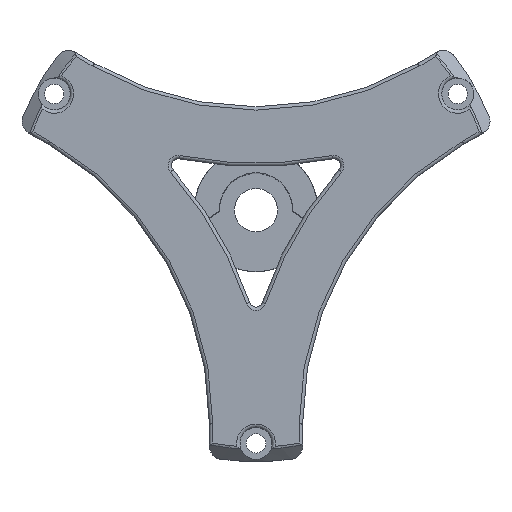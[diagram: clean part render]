
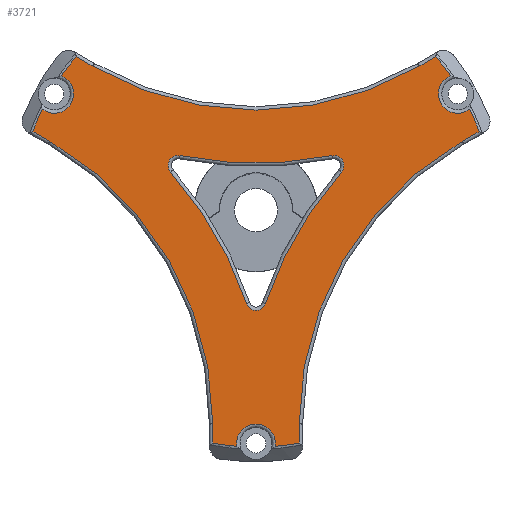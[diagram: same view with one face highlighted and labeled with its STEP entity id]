
A CAD part, top view. The second image highlights one B-rep face of the part: STEP entity #3721.
In plain terms, the highlighted planar face has unit normal (0, 0, 1).
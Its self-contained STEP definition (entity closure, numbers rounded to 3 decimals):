
#130=FACE_BOUND('',#762,.T.);
#376=PLANE('',#3961);
#540=FACE_OUTER_BOUND('',#761,.T.);
#761=EDGE_LOOP('',(#3168,#3169,#3170,#3171,#3172,#3173,#3174,#3175,#3176,
#3177,#3178,#3179,#3180,#3181,#3182,#3183,#3184,#3185));
#762=EDGE_LOOP('',(#3186,#3187,#3188,#3189,#3190,#3191));
#1011=LINE('',#7302,#1247);
#1012=LINE('',#7306,#1248);
#1013=LINE('',#7314,#1249);
#1014=LINE('',#7318,#1250);
#1015=LINE('',#7326,#1251);
#1016=LINE('',#7330,#1252);
#1247=VECTOR('',#4596,10.);
#1248=VECTOR('',#4599,10.);
#1249=VECTOR('',#4606,10.);
#1250=VECTOR('',#4609,10.);
#1251=VECTOR('',#4616,10.);
#1252=VECTOR('',#4619,10.);
#1366=CIRCLE('',#3935,56.926);
#1368=CIRCLE('',#3938,1.5);
#1371=CIRCLE('',#3942,56.926);
#1374=CIRCLE('',#3946,1.5);
#1377=CIRCLE('',#3950,56.926);
#1380=CIRCLE('',#3954,1.5);
#1384=CIRCLE('',#3962,48.926);
#1385=CIRCLE('',#3963,35.543);
#1386=CIRCLE('',#3964,2.9);
#1387=CIRCLE('',#3965,35.543);
#1388=CIRCLE('',#3966,48.926);
#1389=CIRCLE('',#3967,35.543);
#1390=CIRCLE('',#3968,2.9);
#1391=CIRCLE('',#3969,35.543);
#1392=CIRCLE('',#3970,48.926);
#1393=CIRCLE('',#3971,35.543);
#1394=CIRCLE('',#3972,2.9);
#1395=CIRCLE('',#3973,35.543);
#1695=VERTEX_POINT('',#7250);
#1698=VERTEX_POINT('',#7255);
#1700=VERTEX_POINT('',#7260);
#1702=VERTEX_POINT('',#7266);
#1704=VERTEX_POINT('',#7272);
#1706=VERTEX_POINT('',#7278);
#1711=VERTEX_POINT('',#7300);
#1712=VERTEX_POINT('',#7301);
#1713=VERTEX_POINT('',#7303);
#1714=VERTEX_POINT('',#7305);
#1715=VERTEX_POINT('',#7307);
#1716=VERTEX_POINT('',#7309);
#1717=VERTEX_POINT('',#7311);
#1718=VERTEX_POINT('',#7313);
#1719=VERTEX_POINT('',#7315);
#1720=VERTEX_POINT('',#7317);
#1721=VERTEX_POINT('',#7319);
#1722=VERTEX_POINT('',#7321);
#1723=VERTEX_POINT('',#7323);
#1724=VERTEX_POINT('',#7325);
#1725=VERTEX_POINT('',#7327);
#1726=VERTEX_POINT('',#7329);
#1727=VERTEX_POINT('',#7331);
#1728=VERTEX_POINT('',#7333);
#2196=EDGE_CURVE('',#1698,#1695,#1366,.T.);
#2198=EDGE_CURVE('',#1700,#1698,#1368,.T.);
#2201=EDGE_CURVE('',#1702,#1700,#1371,.T.);
#2204=EDGE_CURVE('',#1704,#1702,#1374,.T.);
#2207=EDGE_CURVE('',#1706,#1704,#1377,.T.);
#2210=EDGE_CURVE('',#1695,#1706,#1380,.T.);
#2218=EDGE_CURVE('',#1711,#1712,#1011,.T.);
#2219=EDGE_CURVE('',#1713,#1711,#1384,.T.);
#2220=EDGE_CURVE('',#1714,#1713,#1012,.T.);
#2221=EDGE_CURVE('',#1715,#1714,#1385,.T.);
#2222=EDGE_CURVE('',#1716,#1715,#1386,.T.);
#2223=EDGE_CURVE('',#1717,#1716,#1387,.T.);
#2224=EDGE_CURVE('',#1718,#1717,#1013,.T.);
#2225=EDGE_CURVE('',#1719,#1718,#1388,.T.);
#2226=EDGE_CURVE('',#1720,#1719,#1014,.T.);
#2227=EDGE_CURVE('',#1721,#1720,#1389,.T.);
#2228=EDGE_CURVE('',#1722,#1721,#1390,.T.);
#2229=EDGE_CURVE('',#1723,#1722,#1391,.T.);
#2230=EDGE_CURVE('',#1724,#1723,#1015,.T.);
#2231=EDGE_CURVE('',#1725,#1724,#1392,.T.);
#2232=EDGE_CURVE('',#1726,#1725,#1016,.T.);
#2233=EDGE_CURVE('',#1727,#1726,#1393,.T.);
#2234=EDGE_CURVE('',#1728,#1727,#1394,.T.);
#2235=EDGE_CURVE('',#1712,#1728,#1395,.T.);
#3168=ORIENTED_EDGE('',*,*,#2218,.F.);
#3169=ORIENTED_EDGE('',*,*,#2219,.F.);
#3170=ORIENTED_EDGE('',*,*,#2220,.F.);
#3171=ORIENTED_EDGE('',*,*,#2221,.F.);
#3172=ORIENTED_EDGE('',*,*,#2222,.F.);
#3173=ORIENTED_EDGE('',*,*,#2223,.F.);
#3174=ORIENTED_EDGE('',*,*,#2224,.F.);
#3175=ORIENTED_EDGE('',*,*,#2225,.F.);
#3176=ORIENTED_EDGE('',*,*,#2226,.F.);
#3177=ORIENTED_EDGE('',*,*,#2227,.F.);
#3178=ORIENTED_EDGE('',*,*,#2228,.F.);
#3179=ORIENTED_EDGE('',*,*,#2229,.F.);
#3180=ORIENTED_EDGE('',*,*,#2230,.F.);
#3181=ORIENTED_EDGE('',*,*,#2231,.F.);
#3182=ORIENTED_EDGE('',*,*,#2232,.F.);
#3183=ORIENTED_EDGE('',*,*,#2233,.F.);
#3184=ORIENTED_EDGE('',*,*,#2234,.F.);
#3185=ORIENTED_EDGE('',*,*,#2235,.F.);
#3186=ORIENTED_EDGE('',*,*,#2196,.F.);
#3187=ORIENTED_EDGE('',*,*,#2198,.F.);
#3188=ORIENTED_EDGE('',*,*,#2201,.F.);
#3189=ORIENTED_EDGE('',*,*,#2204,.F.);
#3190=ORIENTED_EDGE('',*,*,#2207,.F.);
#3191=ORIENTED_EDGE('',*,*,#2210,.F.);
#3721=ADVANCED_FACE('',(#540,#130),#376,.T.);
#3935=AXIS2_PLACEMENT_3D('',#7257,#4538,#4539);
#3938=AXIS2_PLACEMENT_3D('',#7262,#4544,#4545);
#3942=AXIS2_PLACEMENT_3D('',#7268,#4552,#4553);
#3946=AXIS2_PLACEMENT_3D('',#7274,#4560,#4561);
#3950=AXIS2_PLACEMENT_3D('',#7280,#4568,#4569);
#3954=AXIS2_PLACEMENT_3D('',#7284,#4576,#4577);
#3961=AXIS2_PLACEMENT_3D('',#7299,#4594,#4595);
#3962=AXIS2_PLACEMENT_3D('',#7304,#4597,#4598);
#3963=AXIS2_PLACEMENT_3D('',#7308,#4600,#4601);
#3964=AXIS2_PLACEMENT_3D('',#7310,#4602,#4603);
#3965=AXIS2_PLACEMENT_3D('',#7312,#4604,#4605);
#3966=AXIS2_PLACEMENT_3D('',#7316,#4607,#4608);
#3967=AXIS2_PLACEMENT_3D('',#7320,#4610,#4611);
#3968=AXIS2_PLACEMENT_3D('',#7322,#4612,#4613);
#3969=AXIS2_PLACEMENT_3D('',#7324,#4614,#4615);
#3970=AXIS2_PLACEMENT_3D('',#7328,#4617,#4618);
#3971=AXIS2_PLACEMENT_3D('',#7332,#4620,#4621);
#3972=AXIS2_PLACEMENT_3D('',#7334,#4622,#4623);
#3973=AXIS2_PLACEMENT_3D('',#7335,#4624,#4625);
#4538=DIRECTION('center_axis',(0.,0.,-1.));
#4539=DIRECTION('ref_axis',(0.,-1.,0.));
#4544=DIRECTION('center_axis',(0.,0.,1.));
#4545=DIRECTION('ref_axis',(0.866,0.5,0.));
#4552=DIRECTION('center_axis',(0.,0.,-1.));
#4553=DIRECTION('ref_axis',(-0.866,0.5,0.));
#4560=DIRECTION('center_axis',(0.,0.,1.));
#4561=DIRECTION('ref_axis',(0.,-1.,0.));
#4568=DIRECTION('center_axis',(0.,0.,-1.));
#4569=DIRECTION('ref_axis',(0.866,0.5,0.));
#4576=DIRECTION('center_axis',(0.,0.,1.));
#4577=DIRECTION('ref_axis',(-0.866,0.5,0.));
#4594=DIRECTION('center_axis',(0.,0.,1.));
#4595=DIRECTION('ref_axis',(1.,0.,0.));
#4596=DIRECTION('',(-0.866,0.5,0.));
#4597=DIRECTION('center_axis',(0.,0.,1.));
#4598=DIRECTION('ref_axis',(0.866,0.5,0.));
#4599=DIRECTION('',(0.,1.,0.));
#4600=DIRECTION('center_axis',(0.,0.,-1.));
#4601=DIRECTION('ref_axis',(-0.13,-0.991,0.));
#4602=DIRECTION('center_axis',(0.,0.,1.));
#4603=DIRECTION('ref_axis',(0.,1.,0.));
#4604=DIRECTION('center_axis',(0.,0.,-1.));
#4605=DIRECTION('ref_axis',(0.13,-0.991,0.));
#4606=DIRECTION('',(0.,-1.,0.));
#4607=DIRECTION('center_axis',(0.,0.,1.));
#4608=DIRECTION('ref_axis',(-0.866,0.5,0.));
#4609=DIRECTION('',(-0.866,-0.5,0.));
#4610=DIRECTION('center_axis',(0.,0.,-1.));
#4611=DIRECTION('ref_axis',(0.924,0.383,0.));
#4612=DIRECTION('center_axis',(0.,0.,1.));
#4613=DIRECTION('ref_axis',(-0.866,-0.5,0.));
#4614=DIRECTION('center_axis',(0.,0.,-1.));
#4615=DIRECTION('ref_axis',(0.793,0.609,0.));
#4616=DIRECTION('',(0.866,0.5,0.));
#4617=DIRECTION('center_axis',(0.,0.,1.));
#4618=DIRECTION('ref_axis',(0.,-1.,0.));
#4619=DIRECTION('',(0.866,-0.5,0.));
#4620=DIRECTION('center_axis',(0.,0.,-1.));
#4621=DIRECTION('ref_axis',(-0.793,0.609,0.));
#4622=DIRECTION('center_axis',(0.,0.,1.));
#4623=DIRECTION('ref_axis',(0.866,-0.5,0.));
#4624=DIRECTION('center_axis',(0.,0.,-1.));
#4625=DIRECTION('ref_axis',(-0.924,0.383,0.));
#7250=CARTESIAN_POINT('',(-11.407,8.229,66.5));
#7255=CARTESIAN_POINT('',(11.407,8.229,66.5));
#7257=CARTESIAN_POINT('Origin',(0.,64.,66.5));
#7260=CARTESIAN_POINT('',(12.83,5.764,66.5));
#7262=CARTESIAN_POINT('Origin',(11.708,6.759,66.5));
#7266=CARTESIAN_POINT('',(1.423,-13.993,66.5));
#7268=CARTESIAN_POINT('Origin',(55.426,-32.,66.5));
#7272=CARTESIAN_POINT('',(-1.423,-13.993,66.5));
#7274=CARTESIAN_POINT('Origin',(0.,-13.519,
66.5));
#7278=CARTESIAN_POINT('',(-12.83,5.764,66.5));
#7280=CARTESIAN_POINT('Origin',(-55.426,-32.,66.5));
#7284=CARTESIAN_POINT('Origin',(-11.708,6.759,66.5));
#7299=CARTESIAN_POINT('Origin',(0.,-6.57,66.5));
#7300=CARTESIAN_POINT('',(-30.963,10.371,66.5));
#7301=CARTESIAN_POINT('',(-33.512,11.843,66.5));
#7302=CARTESIAN_POINT('',(-17.89,2.823,66.5));
#7303=CARTESIAN_POINT('',(-6.5,-32.,66.5));
#7304=CARTESIAN_POINT('Origin',(-55.426,-32.,66.5));
#7305=CARTESIAN_POINT('',(-6.5,-34.943,66.5));
#7306=CARTESIAN_POINT('',(-6.5,-19.285,66.5));
#7307=CARTESIAN_POINT('',(-2.868,-35.427,66.5));
#7308=CARTESIAN_POINT('Origin',(0.,0.,66.5));
#7309=CARTESIAN_POINT('',(2.868,-35.427,66.5));
#7310=CARTESIAN_POINT('Origin',(0.,-35.,66.5));
#7311=CARTESIAN_POINT('',(6.5,-34.943,66.5));
#7312=CARTESIAN_POINT('Origin',(0.,0.,66.5));
#7313=CARTESIAN_POINT('',(6.5,-32.,66.5));
#7314=CARTESIAN_POINT('',(6.5,-21.833,66.5));
#7315=CARTESIAN_POINT('',(30.963,10.371,66.5));
#7316=CARTESIAN_POINT('Origin',(55.426,-32.,66.5));
#7317=CARTESIAN_POINT('',(33.512,11.843,66.5));
#7318=CARTESIAN_POINT('',(15.684,1.55,66.5));
#7319=CARTESIAN_POINT('',(32.115,15.229,66.5));
#7320=CARTESIAN_POINT('Origin',(0.,0.,66.5));
#7321=CARTESIAN_POINT('',(29.246,20.198,66.5));
#7322=CARTESIAN_POINT('Origin',(30.311,17.5,66.5));
#7323=CARTESIAN_POINT('',(27.012,23.101,66.5));
#7324=CARTESIAN_POINT('Origin',(0.,0.,66.5));
#7325=CARTESIAN_POINT('',(24.463,21.629,66.5));
#7326=CARTESIAN_POINT('',(11.39,14.082,66.5));
#7327=CARTESIAN_POINT('',(-24.463,21.629,66.5));
#7328=CARTESIAN_POINT('Origin',(0.,64.,66.5));
#7329=CARTESIAN_POINT('',(-27.012,23.101,66.5));
#7330=CARTESIAN_POINT('',(-9.184,12.808,66.5));
#7331=CARTESIAN_POINT('',(-29.246,20.198,66.5));
#7332=CARTESIAN_POINT('Origin',(0.,0.,66.5));
#7333=CARTESIAN_POINT('',(-32.115,15.229,66.5));
#7334=CARTESIAN_POINT('Origin',(-30.311,17.5,66.5));
#7335=CARTESIAN_POINT('Origin',(0.,0.,66.5));
